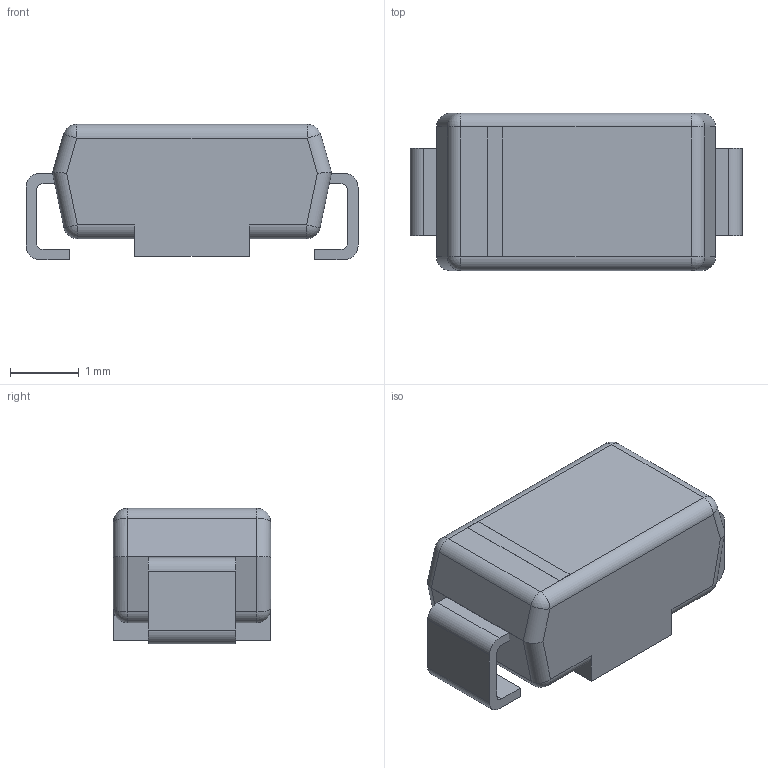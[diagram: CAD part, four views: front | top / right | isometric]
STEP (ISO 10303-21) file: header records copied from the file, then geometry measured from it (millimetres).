
FILE_DESCRIPTION( ( '' ), ' ' );
FILE_NAME( '5b7c54ae2e268d0ed1e85375.step', '2018-08-21T18:06:38', ( '' ), ( '' ), ' ', ' ', ' ' );
FILE_SCHEMA( ( 'AUTOMOTIVE_DESIGN { 1 0 10303 214 1 1 1 1 }' ) );
Length unit declared in the file: metre
Products named in the file (4): Open CASCADE STEP translator 6.8 3; Open CASCADE STEP translator 6.8 2; Open CASCADE STEP translator 6.8 1
Bounding box: 4.83 x 2.29 x 1.97 mm (x, y, z)
Volume: 16.4 mm3; surface area: 52.7 mm2
Topology: 4 solids, 4 shells, 74 faces, 174 edges, 108 vertices
Faces by surface type: plane 40, cylinder 26, sphere 8
Entity records: 3610 total; most frequent: DIRECTION 386, CARTESIAN_POINT 360, ORIENTED_EDGE 348, STYLED_ITEM 248, PRESENTATION_STYLE_ASSIGNMENT 248, COLOUR_RGB 248, EDGE_CURVE 174, CURVE_STYLE 174
